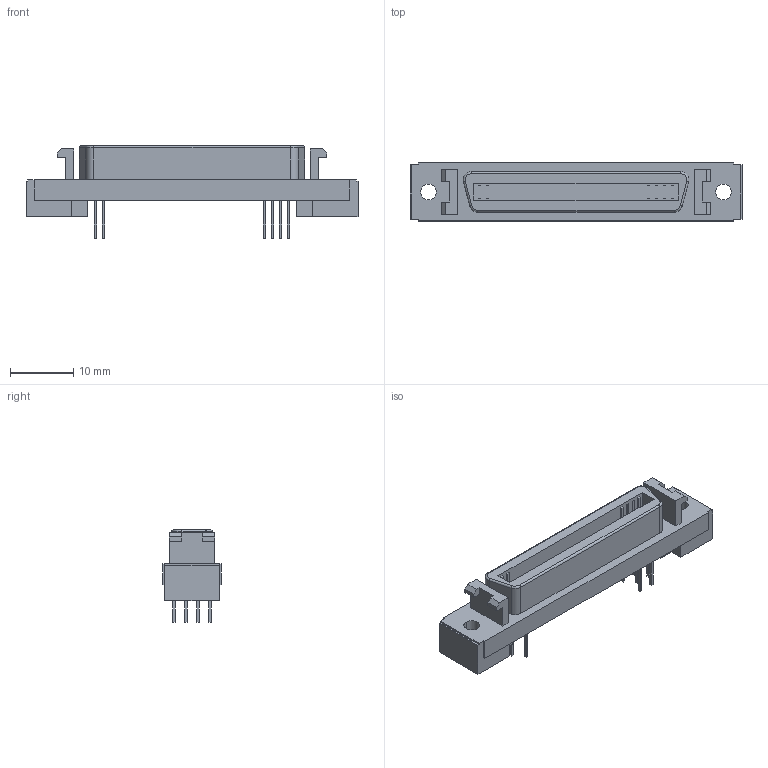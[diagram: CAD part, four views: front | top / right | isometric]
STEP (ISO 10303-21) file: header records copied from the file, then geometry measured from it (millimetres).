
FILE_DESCRIPTION((''),'2;1');
FILE_NAME('3M_N10250-6212PC.stp','2014-03-06T14:23:37',(''),(''),'Mechanical Desktop 2011','Mechanical Desktop 2011',', , ');
FILE_SCHEMA(('AUTOMOTIVE_DESIGN { 1 2 10303 214 1 1 1 1 }'));
Length unit declared in the file: millimetre
Products named in the file (1): Product
Bounding box: 52.32 x 9.14 x 14.58 mm (x, y, z)
Volume: 2727.1 mm3; surface area: 4048.6 mm2
Topology: 27 solids, 27 shells, 244 faces, 548 edges, 360 vertices
Faces by surface type: bspline 140, plane 80, cylinder 20, torus 4
Entity records: 6709 total; most frequent: CARTESIAN_POINT 1573, ORIENTED_EDGE 1096, DIRECTION 798, EDGE_CURVE 548, VECTOR 508, LINE 508, VERTEX_POINT 360, EDGE_LOOP 252
